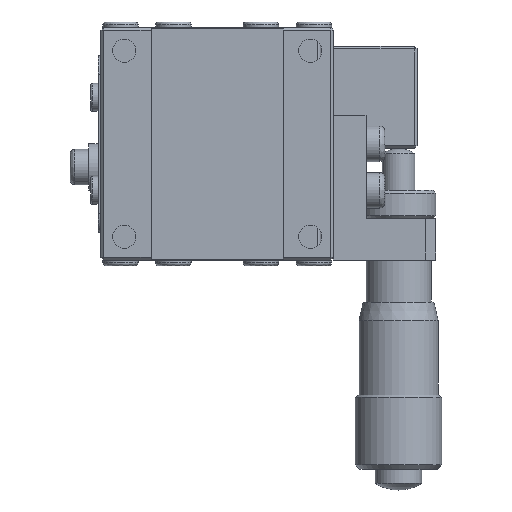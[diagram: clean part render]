
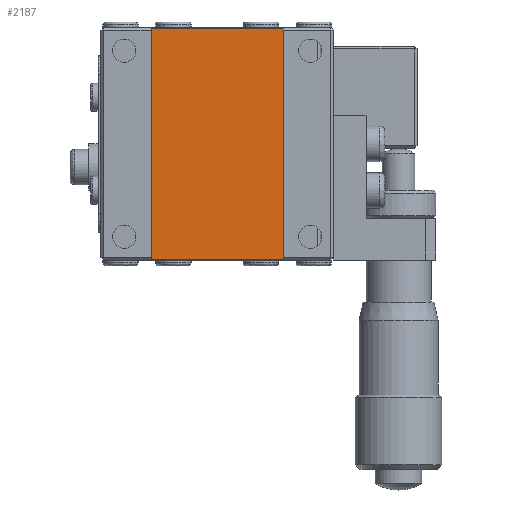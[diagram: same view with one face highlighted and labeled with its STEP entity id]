
A CAD part, front view. The second image highlights one B-rep face of the part: STEP entity #2187.
In plain terms, the highlighted planar face has unit normal (0, -1, 0).
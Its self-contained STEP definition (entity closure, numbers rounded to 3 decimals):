
#249 = DIRECTION ( 'NONE',  ( 1., 0., 0. ) ) ;
#609 = DIRECTION ( 'NONE',  ( -1., 0., 0. ) ) ;
#1154 = CARTESIAN_POINT ( 'NONE',  ( 7.1, 0., 12.4 ) ) ;
#1576 = LINE ( 'NONE', #2294, #8770 ) ;
#1633 = ORIENTED_EDGE ( 'NONE', *, *, #5755, .F. ) ;
#1717 = EDGE_CURVE ( 'NONE', #2724, #5088, #5740, .T. ) ;
#2187 = ADVANCED_FACE ( 'NONE', ( #5851 ), #5966, .F. ) ;
#2225 = CARTESIAN_POINT ( 'NONE',  ( 7.1, 0., -12.5 ) ) ;
#2294 = CARTESIAN_POINT ( 'NONE',  ( -7.1, 0., -12.5 ) ) ;
#2724 = VERTEX_POINT ( 'NONE', #9622 ) ;
#3343 = VECTOR ( 'NONE', #249, 1000. ) ;
#3482 = DIRECTION ( 'NONE',  ( 1., 0., 0. ) ) ;
#3813 = EDGE_CURVE ( 'NONE', #5088, #9915, #1576, .T. ) ;
#4859 = LINE ( 'NONE', #2225, #7474 ) ;
#5088 = VERTEX_POINT ( 'NONE', #8653 ) ;
#5740 = LINE ( 'NONE', #9121, #10108 ) ;
#5755 = EDGE_CURVE ( 'NONE', #7614, #2724, #4859, .T. ) ;
#5851 = FACE_OUTER_BOUND ( 'NONE', #9386, .T. ) ;
#5966 = PLANE ( 'NONE',  #9232 ) ;
#6373 = ORIENTED_EDGE ( 'NONE', *, *, #3813, .F. ) ;
#6529 = DIRECTION ( 'NONE',  ( 0., 0., -1. ) ) ;
#7474 = VECTOR ( 'NONE', #6529, 1000. ) ;
#7614 = VERTEX_POINT ( 'NONE', #1154 ) ;
#7695 = DIRECTION ( 'NONE',  ( 0., 1., 0. ) ) ;
#8653 = CARTESIAN_POINT ( 'NONE',  ( -7.1, 0., -12.4 ) ) ;
#8770 = VECTOR ( 'NONE', #10824, 1000. ) ;
#9057 = ORIENTED_EDGE ( 'NONE', *, *, #1717, .F. ) ;
#9090 = ORIENTED_EDGE ( 'NONE', *, *, #10959, .F. ) ;
#9121 = CARTESIAN_POINT ( 'NONE',  ( 7.1, 0., -12.4 ) ) ;
#9232 = AXIS2_PLACEMENT_3D ( 'NONE', #10958, #7695, #3482 ) ;
#9386 = EDGE_LOOP ( 'NONE', ( #1633, #9090, #6373, #9057 ) ) ;
#9622 = CARTESIAN_POINT ( 'NONE',  ( 7.1, 0., -12.4 ) ) ;
#9915 = VERTEX_POINT ( 'NONE', #10313 ) ;
#10108 = VECTOR ( 'NONE', #609, 1000. ) ;
#10266 = LINE ( 'NONE', #10331, #3343 ) ;
#10313 = CARTESIAN_POINT ( 'NONE',  ( -7.1, 0., 12.4 ) ) ;
#10331 = CARTESIAN_POINT ( 'NONE',  ( 7.1, 0., 12.4 ) ) ;
#10824 = DIRECTION ( 'NONE',  ( 0., 0., 1. ) ) ;
#10958 = CARTESIAN_POINT ( 'NONE',  ( 7.1, 0., -12.5 ) ) ;
#10959 = EDGE_CURVE ( 'NONE', #9915, #7614, #10266, .T. ) ;
